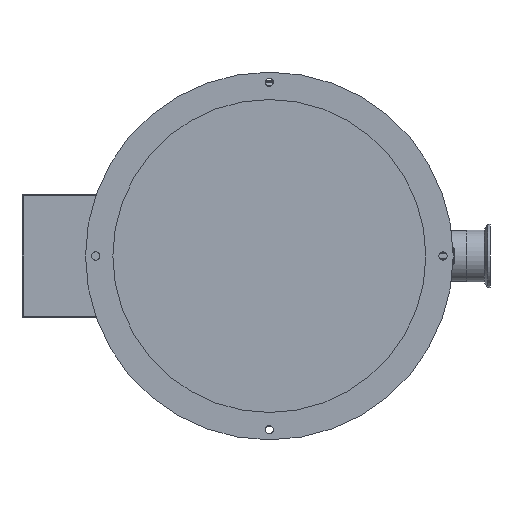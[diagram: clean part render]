
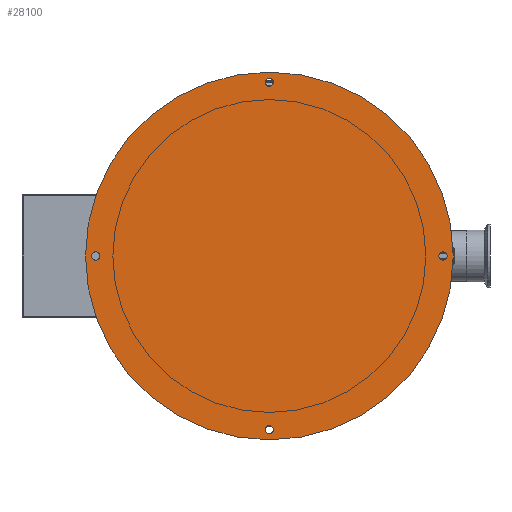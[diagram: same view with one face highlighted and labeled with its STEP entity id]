
A CAD part, front view. The second image highlights one B-rep face of the part: STEP entity #28100.
In plain terms, the highlighted planar face has unit normal (0, -1, 0).
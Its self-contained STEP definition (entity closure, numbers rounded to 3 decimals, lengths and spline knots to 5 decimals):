
#2125=FACE_BOUND('',#6723,.T.);
#2126=FACE_BOUND('',#6724,.T.);
#2127=FACE_BOUND('',#6725,.T.);
#2128=FACE_BOUND('',#6726,.T.);
#3984=FACE_OUTER_BOUND('',#6722,.T.);
#6722=EDGE_LOOP('',(#24641,#24642));
#6723=EDGE_LOOP('',(#24643,#24644));
#6724=EDGE_LOOP('',(#24645,#24646));
#6725=EDGE_LOOP('',(#24647,#24648));
#6726=EDGE_LOOP('',(#24649,#24650));
#8830=CIRCLE('',#32076,0.005);
#8831=CIRCLE('',#32077,0.005);
#8833=CIRCLE('',#32080,0.005);
#8834=CIRCLE('',#32081,0.005);
#8836=CIRCLE('',#32084,0.005);
#8837=CIRCLE('',#32085,0.005);
#8839=CIRCLE('',#32088,0.005);
#8840=CIRCLE('',#32089,0.005);
#8845=CIRCLE('',#32097,0.225);
#8846=CIRCLE('',#32098,0.225);
#13936=VERTEX_POINT('',#52432);
#13937=VERTEX_POINT('',#52434);
#13939=VERTEX_POINT('',#52440);
#13940=VERTEX_POINT('',#52442);
#13942=VERTEX_POINT('',#52448);
#13943=VERTEX_POINT('',#52450);
#13945=VERTEX_POINT('',#52456);
#13946=VERTEX_POINT('',#52458);
#13951=VERTEX_POINT('',#52472);
#13952=VERTEX_POINT('',#52473);
#17539=EDGE_CURVE('',#13937,#13936,#8830,.T.);
#17540=EDGE_CURVE('',#13936,#13937,#8831,.T.);
#17543=EDGE_CURVE('',#13940,#13939,#8833,.T.);
#17544=EDGE_CURVE('',#13939,#13940,#8834,.T.);
#17547=EDGE_CURVE('',#13943,#13942,#8836,.T.);
#17548=EDGE_CURVE('',#13942,#13943,#8837,.T.);
#17551=EDGE_CURVE('',#13946,#13945,#8839,.T.);
#17552=EDGE_CURVE('',#13945,#13946,#8840,.T.);
#17557=EDGE_CURVE('',#13951,#13952,#8845,.T.);
#17558=EDGE_CURVE('',#13952,#13951,#8846,.T.);
#24641=ORIENTED_EDGE('',*,*,#17557,.T.);
#24642=ORIENTED_EDGE('',*,*,#17558,.T.);
#24643=ORIENTED_EDGE('',*,*,#17539,.T.);
#24644=ORIENTED_EDGE('',*,*,#17540,.T.);
#24645=ORIENTED_EDGE('',*,*,#17543,.T.);
#24646=ORIENTED_EDGE('',*,*,#17544,.T.);
#24647=ORIENTED_EDGE('',*,*,#17547,.T.);
#24648=ORIENTED_EDGE('',*,*,#17548,.T.);
#24649=ORIENTED_EDGE('',*,*,#17551,.T.);
#24650=ORIENTED_EDGE('',*,*,#17552,.T.);
#26198=PLANE('',#32099);
#28100=ADVANCED_FACE('',(#3984,#2125,#2126,#2127,#2128),#26198,.T.);
#32076=AXIS2_PLACEMENT_3D('',#52435,#41188,#41189);
#32077=AXIS2_PLACEMENT_3D('',#52436,#41190,#41191);
#32080=AXIS2_PLACEMENT_3D('',#52443,#41197,#41198);
#32081=AXIS2_PLACEMENT_3D('',#52444,#41199,#41200);
#32084=AXIS2_PLACEMENT_3D('',#52451,#41206,#41207);
#32085=AXIS2_PLACEMENT_3D('',#52452,#41208,#41209);
#32088=AXIS2_PLACEMENT_3D('',#52459,#41215,#41216);
#32089=AXIS2_PLACEMENT_3D('',#52460,#41217,#41218);
#32097=AXIS2_PLACEMENT_3D('',#52474,#41233,#41234);
#32098=AXIS2_PLACEMENT_3D('',#52475,#41235,#41236);
#32099=AXIS2_PLACEMENT_3D('',#52477,#41238,#41239);
#41188=DIRECTION('center_axis',(0.,1.,0.));
#41189=DIRECTION('ref_axis',(0.,0.,
-1.));
#41190=DIRECTION('center_axis',(0.,1.,0.));
#41191=DIRECTION('ref_axis',(0.,0.,
-1.));
#41197=DIRECTION('center_axis',(0.,1.,0.));
#41198=DIRECTION('ref_axis',(1.,0.,0.));
#41199=DIRECTION('center_axis',(0.,1.,0.));
#41200=DIRECTION('ref_axis',(1.,0.,0.));
#41206=DIRECTION('center_axis',(0.,1.,0.));
#41207=DIRECTION('ref_axis',(0.,0.,
1.));
#41208=DIRECTION('center_axis',(0.,1.,0.));
#41209=DIRECTION('ref_axis',(0.,0.,
1.));
#41215=DIRECTION('center_axis',(0.,1.,0.));
#41216=DIRECTION('ref_axis',(-1.,0.,0.));
#41217=DIRECTION('center_axis',(0.,1.,0.));
#41218=DIRECTION('ref_axis',(-1.,0.,0.));
#41233=DIRECTION('center_axis',(0.,-1.,0.));
#41234=DIRECTION('ref_axis',(-1.,0.,0.));
#41235=DIRECTION('center_axis',(0.,-1.,0.));
#41236=DIRECTION('ref_axis',(-1.,0.,0.));
#41238=DIRECTION('center_axis',(0.,-1.,0.));
#41239=DIRECTION('ref_axis',(0.,0.,
1.));
#52432=CARTESIAN_POINT('',(0.2125,0.,0.005));
#52434=CARTESIAN_POINT('',(0.2125,0.,-0.005));
#52435=CARTESIAN_POINT('Origin',(0.2125,0.,
0.));
#52436=CARTESIAN_POINT('Origin',(0.2125,0.,
0.));
#52440=CARTESIAN_POINT('',(-0.005,0.,0.2125));
#52442=CARTESIAN_POINT('',(0.005,0.,0.2125));
#52443=CARTESIAN_POINT('Origin',(0.,0.,
0.2125));
#52444=CARTESIAN_POINT('Origin',(0.,0.,
0.2125));
#52448=CARTESIAN_POINT('',(-0.2125,0.,-0.005));
#52450=CARTESIAN_POINT('',(-0.2125,0.,0.005));
#52451=CARTESIAN_POINT('Origin',(-0.2125,0.,
0.));
#52452=CARTESIAN_POINT('Origin',(-0.2125,0.,
0.));
#52456=CARTESIAN_POINT('',(0.005,0.,-0.2125));
#52458=CARTESIAN_POINT('',(-0.005,0.,-0.2125));
#52459=CARTESIAN_POINT('Origin',(0.,0.,
-0.2125));
#52460=CARTESIAN_POINT('Origin',(0.,0.,
-0.2125));
#52472=CARTESIAN_POINT('',(-0.225,0.,0.));
#52473=CARTESIAN_POINT('',(0.225,0.,0.));
#52474=CARTESIAN_POINT('Origin',(0.,0.,
0.));
#52475=CARTESIAN_POINT('Origin',(0.,0.,
0.));
#52477=CARTESIAN_POINT('Origin',(-0.2075,0.,
0.));
